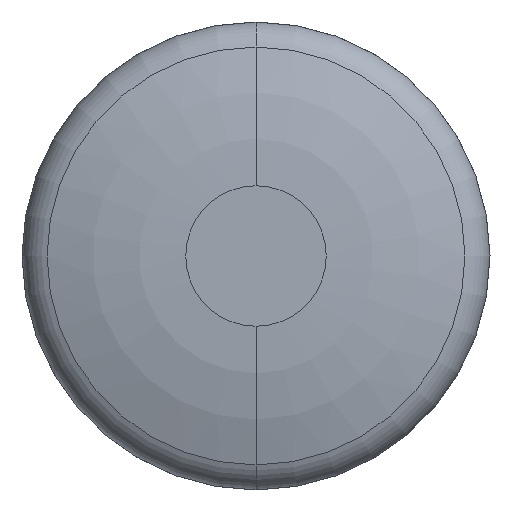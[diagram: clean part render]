
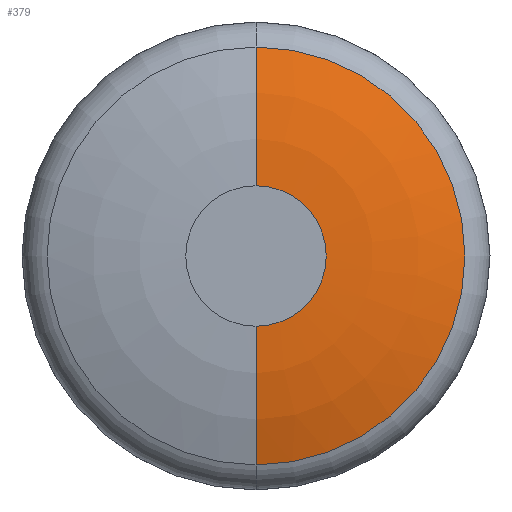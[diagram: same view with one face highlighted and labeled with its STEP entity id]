
A CAD part, front view. The second image highlights one B-rep face of the part: STEP entity #379.
In plain terms, the highlighted toroidal (fillet/blend) face has major radius 0.45 mm and minor radius 2.7 mm.
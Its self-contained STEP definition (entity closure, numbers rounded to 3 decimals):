
#9 = DIRECTION ( 'NONE',  ( 0., 0., -1. ) ) ;
#18 = DIRECTION ( 'NONE',  ( -1., 0., 0. ) ) ;
#33 = ORIENTED_EDGE ( 'NONE', *, *, #119, .T. ) ;
#37 = CARTESIAN_POINT ( 'NONE',  ( 0., 0.151, -1.339 ) ) ;
#46 = DIRECTION ( 'NONE',  ( 0., -1., 0. ) ) ;
#49 = EDGE_CURVE ( 'NONE', #190, #51, #131, .T. ) ;
#51 = VERTEX_POINT ( 'NONE', #180 ) ;
#55 = DIRECTION ( 'NONE',  ( 0., 0., 1. ) ) ;
#60 = VERTEX_POINT ( 'NONE', #487 ) ;
#74 = ORIENTED_EDGE ( 'NONE', *, *, #49, .T. ) ;
#82 = DIRECTION ( 'NONE',  ( 0., -1., 0. ) ) ;
#84 = CIRCLE ( 'NONE', #476, 2.7 ) ;
#85 = AXIS2_PLACEMENT_3D ( 'NONE', #349, #82, #342 ) ;
#94 = CARTESIAN_POINT ( 'NONE',  ( 0., 0.151, 0. ) ) ;
#105 = CARTESIAN_POINT ( 'NONE',  ( 0., 2.7, -0.45 ) ) ;
#119 = EDGE_CURVE ( 'NONE', #51, #60, #84, .T. ) ;
#125 = CARTESIAN_POINT ( 'NONE',  ( 0., 2.7, 0.45 ) ) ;
#129 = CARTESIAN_POINT ( 'NONE',  ( 0., 0., 0. ) ) ;
#131 = CIRCLE ( 'NONE', #182, 1.339 ) ;
#139 = ORIENTED_EDGE ( 'NONE', *, *, #548, .F. ) ;
#144 = CIRCLE ( 'NONE', #354, 2.7 ) ;
#167 = AXIS2_PLACEMENT_3D ( 'NONE', #129, #46, #479 ) ;
#171 = CARTESIAN_POINT ( 'NONE',  ( 0., 0., -0.45 ) ) ;
#180 = CARTESIAN_POINT ( 'NONE',  ( 0., 0.151, 1.339 ) ) ;
#182 = AXIS2_PLACEMENT_3D ( 'NONE', #94, #405, #9 ) ;
#184 = DIRECTION ( 'NONE',  ( 1., 0., 0. ) ) ;
#190 = VERTEX_POINT ( 'NONE', #37 ) ;
#216 = TOROIDAL_SURFACE ( 'NONE', #85, 0.45, 2.7 ) ;
#228 = CIRCLE ( 'NONE', #167, 0.45 ) ;
#342 = DIRECTION ( 'NONE',  ( 0., 0., -1. ) ) ;
#349 = CARTESIAN_POINT ( 'NONE',  ( 0., 2.7, 0. ) ) ;
#354 = AXIS2_PLACEMENT_3D ( 'NONE', #105, #18, #55 ) ;
#379 = ADVANCED_FACE ( 'NONE', ( #427 ), #216, .T. ) ;
#405 = DIRECTION ( 'NONE',  ( 0., -1., 0. ) ) ;
#412 = EDGE_LOOP ( 'NONE', ( #74, #33, #533, #139 ) ) ;
#424 = EDGE_CURVE ( 'NONE', #459, #60, #228, .T. ) ;
#427 = FACE_OUTER_BOUND ( 'NONE', #412, .T. ) ;
#459 = VERTEX_POINT ( 'NONE', #171 ) ;
#476 = AXIS2_PLACEMENT_3D ( 'NONE', #125, #184, #478 ) ;
#478 = DIRECTION ( 'NONE',  ( 0., 0., -1. ) ) ;
#479 = DIRECTION ( 'NONE',  ( 0., 0., -1. ) ) ;
#487 = CARTESIAN_POINT ( 'NONE',  ( 0., 0., 0.45 ) ) ;
#533 = ORIENTED_EDGE ( 'NONE', *, *, #424, .F. ) ;
#548 = EDGE_CURVE ( 'NONE', #190, #459, #144, .T. ) ;
